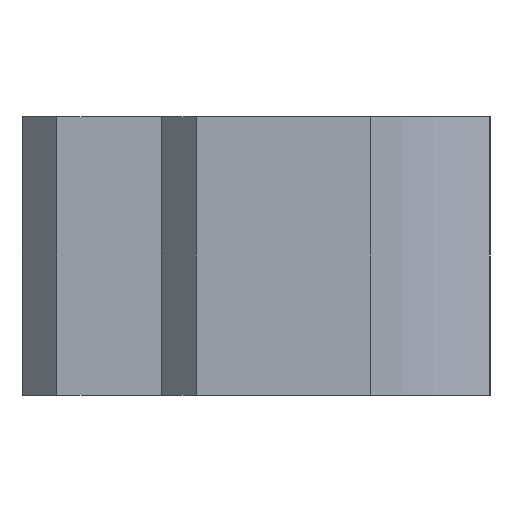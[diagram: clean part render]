
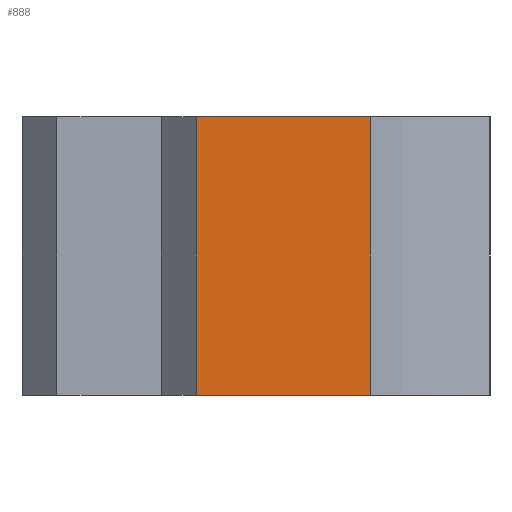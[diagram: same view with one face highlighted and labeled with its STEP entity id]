
A CAD part, left-side view. The second image highlights one B-rep face of the part: STEP entity #888.
In plain terms, the highlighted planar face has unit normal (-1, 0, 0).
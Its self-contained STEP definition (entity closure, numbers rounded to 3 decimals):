
#38 = ORIENTED_EDGE ( 'NONE', *, *, #1121, .F. ) ;
#43 = VERTEX_POINT ( 'NONE', #249 ) ;
#90 = ORIENTED_EDGE ( 'NONE', *, *, #94, .T. ) ;
#94 = EDGE_CURVE ( 'NONE', #1131, #43, #356, .T. ) ;
#160 = EDGE_LOOP ( 'NONE', ( #886, #1115, #90, #38 ) ) ;
#249 = CARTESIAN_POINT ( 'NONE',  ( -6., 0., 0. ) ) ;
#343 = DIRECTION ( 'NONE',  ( 0., -1., 0. ) ) ;
#344 = VECTOR ( 'NONE', #343, 1000. ) ;
#345 = CARTESIAN_POINT ( 'NONE',  ( -6., 0., 0. ) ) ;
#356 = LINE ( 'NONE', #345, #344 ) ;
#451 = AXIS2_PLACEMENT_3D ( 'NONE', #464, #458, #504 ) ;
#452 = FACE_OUTER_BOUND ( 'NONE', #160, .T. ) ;
#454 = PLANE ( 'NONE',  #451 ) ;
#458 = DIRECTION ( 'NONE',  ( 1., 0., 0. ) ) ;
#464 = CARTESIAN_POINT ( 'NONE',  ( -6., 0., 8. ) ) ;
#504 = DIRECTION ( 'NONE',  ( 0., 0., -1. ) ) ;
#696 = CARTESIAN_POINT ( 'NONE',  ( -6., 0., 8. ) ) ;
#697 = LINE ( 'NONE', #696, #753 ) ;
#698 = CARTESIAN_POINT ( 'NONE',  ( -6., 0., 8. ) ) ;
#713 = CARTESIAN_POINT ( 'NONE',  ( -6., 5., 8. ) ) ;
#752 = DIRECTION ( 'NONE',  ( 0., -1., 0. ) ) ;
#753 = VECTOR ( 'NONE', #752, 1000. ) ;
#778 = LINE ( 'NONE', #784, #840 ) ;
#784 = CARTESIAN_POINT ( 'NONE',  ( -6., 0., 8. ) ) ;
#786 = DIRECTION ( 'NONE',  ( 0., 0., -1. ) ) ;
#787 = VECTOR ( 'NONE', #786, 1000. ) ;
#788 = CARTESIAN_POINT ( 'NONE',  ( -6., 5., 8. ) ) ;
#789 = LINE ( 'NONE', #788, #787 ) ;
#838 = CARTESIAN_POINT ( 'NONE',  ( -6., 5., 0. ) ) ;
#839 = DIRECTION ( 'NONE',  ( 0., 0., -1. ) ) ;
#840 = VECTOR ( 'NONE', #839, 1000. ) ;
#886 = ORIENTED_EDGE ( 'NONE', *, *, #1070, .F. ) ;
#888 = ADVANCED_FACE ( 'NONE', ( #452 ), #454, .F. ) ;
#1062 = VERTEX_POINT ( 'NONE', #713 ) ;
#1070 = EDGE_CURVE ( 'NONE', #1062, #1075, #697, .T. ) ;
#1075 = VERTEX_POINT ( 'NONE', #698 ) ;
#1114 = EDGE_CURVE ( 'NONE', #1062, #1131, #789, .T. ) ;
#1115 = ORIENTED_EDGE ( 'NONE', *, *, #1114, .T. ) ;
#1121 = EDGE_CURVE ( 'NONE', #1075, #43, #778, .T. ) ;
#1131 = VERTEX_POINT ( 'NONE', #838 ) ;
